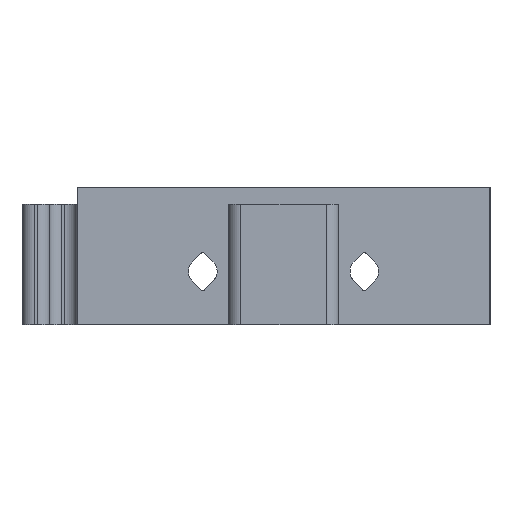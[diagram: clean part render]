
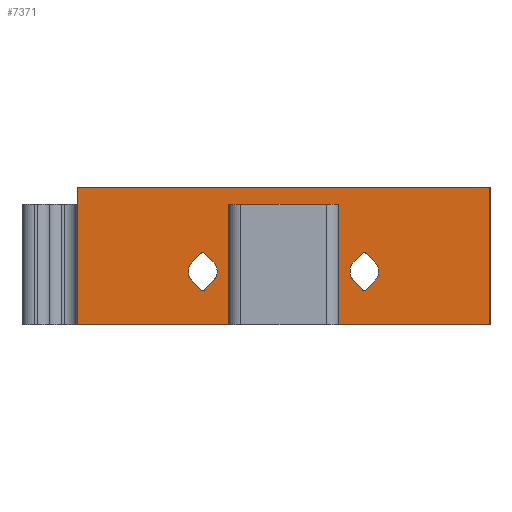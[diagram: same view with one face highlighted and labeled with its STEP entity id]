
A CAD part, left-side view. The second image highlights one B-rep face of the part: STEP entity #7371.
In plain terms, the highlighted planar face has unit normal (-1, 0, 0).
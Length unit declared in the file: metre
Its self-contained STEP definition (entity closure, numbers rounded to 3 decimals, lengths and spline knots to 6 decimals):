
#389=CIRCLE('',#7914,0.002075);
#390=CIRCLE('',#7915,0.0004);
#391=CIRCLE('',#7916,0.002075);
#392=CIRCLE('',#7917,0.0004);
#393=CIRCLE('',#7918,0.002075);
#394=CIRCLE('',#7919,0.0004);
#395=CIRCLE('',#7920,0.002075);
#396=CIRCLE('',#7921,0.0004);
#1252=ORIENTED_EDGE('',*,*,#3362,.T.);
#1253=ORIENTED_EDGE('',*,*,#3080,.F.);
#1254=ORIENTED_EDGE('',*,*,#3363,.T.);
#1255=ORIENTED_EDGE('',*,*,#2881,.T.);
#1256=ORIENTED_EDGE('',*,*,#3364,.T.);
#1257=ORIENTED_EDGE('',*,*,#3096,.F.);
#1258=ORIENTED_EDGE('',*,*,#3365,.F.);
#1259=ORIENTED_EDGE('',*,*,#3366,.F.);
#1260=ORIENTED_EDGE('',*,*,#3367,.F.);
#1261=ORIENTED_EDGE('',*,*,#3368,.F.);
#1262=ORIENTED_EDGE('',*,*,#3369,.F.);
#1263=ORIENTED_EDGE('',*,*,#3370,.F.);
#1264=ORIENTED_EDGE('',*,*,#3371,.T.);
#1265=ORIENTED_EDGE('',*,*,#3372,.F.);
#1266=ORIENTED_EDGE('',*,*,#3373,.T.);
#1267=ORIENTED_EDGE('',*,*,#3374,.F.);
#1268=ORIENTED_EDGE('',*,*,#3375,.F.);
#1269=ORIENTED_EDGE('',*,*,#3376,.F.);
#1270=ORIENTED_EDGE('',*,*,#3377,.F.);
#1271=ORIENTED_EDGE('',*,*,#3378,.F.);
#1272=ORIENTED_EDGE('',*,*,#3379,.T.);
#1273=ORIENTED_EDGE('',*,*,#3380,.F.);
#1274=ORIENTED_EDGE('',*,*,#3381,.T.);
#1275=ORIENTED_EDGE('',*,*,#3382,.F.);
#2881=EDGE_CURVE('',#3990,#3989,#4741,.F.);
#3080=EDGE_CURVE('',#4164,#4165,#4890,.F.);
#3096=EDGE_CURVE('',#4180,#4181,#4898,.F.);
#3362=EDGE_CURVE('',#4390,#4165,#5052,.F.);
#3363=EDGE_CURVE('',#4164,#3990,#5053,.T.);
#3364=EDGE_CURVE('',#3989,#4181,#5054,.T.);
#3365=EDGE_CURVE('',#4391,#4180,#5055,.T.);
#3366=EDGE_CURVE('',#4390,#4391,#5056,.F.);
#3367=EDGE_CURVE('',#4392,#4393,#5057,.T.);
#3368=EDGE_CURVE('',#4394,#4392,#389,.T.);
#3369=EDGE_CURVE('',#4395,#4394,#5058,.T.);
#3370=EDGE_CURVE('',#4396,#4395,#390,.T.);
#3371=EDGE_CURVE('',#4396,#4397,#5059,.T.);
#3372=EDGE_CURVE('',#4398,#4397,#391,.T.);
#3373=EDGE_CURVE('',#4398,#4399,#5060,.T.);
#3374=EDGE_CURVE('',#4393,#4399,#392,.T.);
#3375=EDGE_CURVE('',#4400,#4401,#5061,.T.);
#3376=EDGE_CURVE('',#4402,#4400,#393,.T.);
#3377=EDGE_CURVE('',#4403,#4402,#5062,.T.);
#3378=EDGE_CURVE('',#4404,#4403,#394,.T.);
#3379=EDGE_CURVE('',#4404,#4405,#5063,.T.);
#3380=EDGE_CURVE('',#4406,#4405,#395,.T.);
#3381=EDGE_CURVE('',#4406,#4407,#5064,.T.);
#3382=EDGE_CURVE('',#4401,#4407,#396,.T.);
#3989=VERTEX_POINT('',#10301);
#3990=VERTEX_POINT('',#10303);
#4164=VERTEX_POINT('',#10758);
#4165=VERTEX_POINT('',#10760);
#4180=VERTEX_POINT('',#10790);
#4181=VERTEX_POINT('',#10792);
#4390=VERTEX_POINT('',#11380);
#4391=VERTEX_POINT('',#11384);
#4392=VERTEX_POINT('',#11387);
#4393=VERTEX_POINT('',#11388);
#4394=VERTEX_POINT('',#11390);
#4395=VERTEX_POINT('',#11392);
#4396=VERTEX_POINT('',#11394);
#4397=VERTEX_POINT('',#11396);
#4398=VERTEX_POINT('',#11398);
#4399=VERTEX_POINT('',#11400);
#4400=VERTEX_POINT('',#11403);
#4401=VERTEX_POINT('',#11404);
#4402=VERTEX_POINT('',#11406);
#4403=VERTEX_POINT('',#11408);
#4404=VERTEX_POINT('',#11410);
#4405=VERTEX_POINT('',#11412);
#4406=VERTEX_POINT('',#11414);
#4407=VERTEX_POINT('',#11416);
#4741=LINE('',#10302,#5509);
#4890=LINE('',#10759,#5658);
#4898=LINE('',#10791,#5666);
#5052=LINE('',#11379,#5820);
#5053=LINE('',#11381,#5821);
#5054=LINE('',#11382,#5822);
#5055=LINE('',#11383,#5823);
#5056=LINE('',#11385,#5824);
#5057=LINE('',#11386,#5825);
#5058=LINE('',#11391,#5826);
#5059=LINE('',#11395,#5827);
#5060=LINE('',#11399,#5828);
#5061=LINE('',#11402,#5829);
#5062=LINE('',#11407,#5830);
#5063=LINE('',#11411,#5831);
#5064=LINE('',#11415,#5832);
#5509=VECTOR('',#8340,1.);
#5658=VECTOR('',#8617,1.);
#5666=VECTOR('',#8641,1.);
#5820=VECTOR('',#9045,1.);
#5821=VECTOR('',#9046,1.);
#5822=VECTOR('',#9047,1.);
#5823=VECTOR('',#9048,1.);
#5824=VECTOR('',#9049,1.);
#5825=VECTOR('',#9050,1.);
#5826=VECTOR('',#9053,1.);
#5827=VECTOR('',#9056,1.);
#5828=VECTOR('',#9059,1.);
#5829=VECTOR('',#9062,1.);
#5830=VECTOR('',#9065,1.);
#5831=VECTOR('',#9068,1.);
#5832=VECTOR('',#9071,1.);
#6328=EDGE_LOOP('',(#1252,#1253,#1254,#1255,#1256,#1257,#1258,#1259));
#6329=EDGE_LOOP('',(#1260,#1261,#1262,#1263,#1264,#1265,#1266,#1267));
#6330=EDGE_LOOP('',(#1268,#1269,#1270,#1271,#1272,#1273,#1274,#1275));
#6742=FACE_BOUND('',#6328,.T.);
#6743=FACE_BOUND('',#6329,.T.);
#6744=FACE_BOUND('',#6330,.T.);
#7104=PLANE('',#7913);
#7371=ADVANCED_FACE('',(#6742,#6743,#6744),#7104,.T.);
#7913=AXIS2_PLACEMENT_3D('',#11378,#9043,#9044);
#7914=AXIS2_PLACEMENT_3D('',#11389,#9051,#9052);
#7915=AXIS2_PLACEMENT_3D('',#11393,#9054,#9055);
#7916=AXIS2_PLACEMENT_3D('',#11397,#9057,#9058);
#7917=AXIS2_PLACEMENT_3D('',#11401,#9060,#9061);
#7918=AXIS2_PLACEMENT_3D('',#11405,#9063,#9064);
#7919=AXIS2_PLACEMENT_3D('',#11409,#9066,#9067);
#7920=AXIS2_PLACEMENT_3D('',#11413,#9069,#9070);
#7921=AXIS2_PLACEMENT_3D('',#11417,#9072,#9073);
#8340=DIRECTION('',(0.,-1.,0.));
#8617=DIRECTION('',(0.,-1.,0.));
#8641=DIRECTION('',(0.,-1.,0.));
#9043=DIRECTION('',(-1.,0.,0.));
#9044=DIRECTION('',(0.,-1.,0.));
#9045=DIRECTION('',(0.,0.,1.));
#9046=DIRECTION('',(0.,0.,1.));
#9047=DIRECTION('',(0.,0.,-1.));
#9048=DIRECTION('',(0.,0.,-1.));
#9049=DIRECTION('',(0.,-1.,0.));
#9050=DIRECTION('',(0.,-0.707,-0.707));
#9051=DIRECTION('',(-1.,0.,0.));
#9052=DIRECTION('',(0.,-1.,0.));
#9053=DIRECTION('',(0.,0.707,-0.707));
#9054=DIRECTION('',(-1.,0.,0.));
#9055=DIRECTION('',(0.,-1.,0.));
#9056=DIRECTION('',(0.,-0.707,-0.707));
#9057=DIRECTION('',(-1.,0.,0.));
#9058=DIRECTION('',(0.,-1.,0.));
#9059=DIRECTION('',(0.,0.707,-0.707));
#9060=DIRECTION('',(-1.,0.,0.));
#9061=DIRECTION('',(0.,-1.,0.));
#9062=DIRECTION('',(0.,-0.707,-0.707));
#9063=DIRECTION('',(-1.,0.,0.));
#9064=DIRECTION('',(0.,-1.,0.));
#9065=DIRECTION('',(0.,0.707,-0.707));
#9066=DIRECTION('',(-1.,0.,0.));
#9067=DIRECTION('',(0.,-1.,0.));
#9068=DIRECTION('',(0.,-0.707,-0.707));
#9069=DIRECTION('',(-1.,0.,0.));
#9070=DIRECTION('',(0.,-1.,0.));
#9071=DIRECTION('',(0.,0.707,-0.707));
#9072=DIRECTION('',(-1.,0.,0.));
#9073=DIRECTION('',(0.,-1.,0.));
#10301=CARTESIAN_POINT('',(1.410025,0.57,0.38));
#10302=CARTESIAN_POINT('',(1.410025,0.762111,0.38));
#10303=CARTESIAN_POINT('',(1.410025,0.51,0.38));
#10758=CARTESIAN_POINT('',(1.410025,0.51,0.36));
#10759=CARTESIAN_POINT('',(1.410025,0.462111,0.36));
#10760=CARTESIAN_POINT('',(1.410025,0.534222,0.36));
#10790=CARTESIAN_POINT('',(1.410025,0.545778,0.36));
#10791=CARTESIAN_POINT('',(1.410025,0.582111,0.36));
#10792=CARTESIAN_POINT('',(1.410025,0.57,0.36));
#11378=CARTESIAN_POINT('',(1.410025,0.762111,0.38));
#11379=CARTESIAN_POINT('',(1.410025,0.534222,0.38));
#11380=CARTESIAN_POINT('',(1.410025,0.534222,0.3775));
#11381=CARTESIAN_POINT('',(1.410025,0.51,0.38));
#11382=CARTESIAN_POINT('',(1.410025,0.57,0.38));
#11383=CARTESIAN_POINT('',(1.410025,0.545778,0.38));
#11384=CARTESIAN_POINT('',(1.410025,0.545778,0.3775));
#11385=CARTESIAN_POINT('',(1.410025,0.462111,0.3775));
#11386=CARTESIAN_POINT('',(1.410025,0.652789,0.489322));
#11387=CARTESIAN_POINT('',(1.410025,0.529734,0.366266));
#11388=CARTESIAN_POINT('',(1.410025,0.528549,0.365082));
#11389=CARTESIAN_POINT('',(1.410025,0.528267,0.367733));
#11390=CARTESIAN_POINT('',(1.410025,0.529734,0.369201));
#11391=CARTESIAN_POINT('',(1.410025,0.640523,0.258412));
#11392=CARTESIAN_POINT('',(1.410025,0.528549,0.370385));
#11393=CARTESIAN_POINT('',(1.410025,0.528267,0.370102));
#11394=CARTESIAN_POINT('',(1.410025,0.527984,0.370385));
#11395=CARTESIAN_POINT('',(1.410025,0.649855,0.492256));
#11396=CARTESIAN_POINT('',(1.410025,0.526799,0.369201));
#11397=CARTESIAN_POINT('',(1.410025,0.528267,0.367733));
#11398=CARTESIAN_POINT('',(1.410025,0.526799,0.366266));
#11399=CARTESIAN_POINT('',(1.410025,0.637588,0.255477));
#11400=CARTESIAN_POINT('',(1.410025,0.527984,0.365082));
#11401=CARTESIAN_POINT('',(1.410025,0.528267,0.365365));
#11402=CARTESIAN_POINT('',(1.410025,0.664523,0.477588));
#11403=CARTESIAN_POINT('',(1.410025,0.553201,0.366266));
#11404=CARTESIAN_POINT('',(1.410025,0.552016,0.365082));
#11405=CARTESIAN_POINT('',(1.410025,0.551733,0.367733));
#11406=CARTESIAN_POINT('',(1.410025,0.553201,0.369201));
#11407=CARTESIAN_POINT('',(1.410025,0.652256,0.270145));
#11408=CARTESIAN_POINT('',(1.410025,0.552016,0.370385));
#11409=CARTESIAN_POINT('',(1.410025,0.551733,0.370102));
#11410=CARTESIAN_POINT('',(1.410025,0.551451,0.370385));
#11411=CARTESIAN_POINT('',(1.410025,0.661588,0.480523));
#11412=CARTESIAN_POINT('',(1.410025,0.550266,0.369201));
#11413=CARTESIAN_POINT('',(1.410025,0.551733,0.367733));
#11414=CARTESIAN_POINT('',(1.410025,0.550266,0.366266));
#11415=CARTESIAN_POINT('',(1.410025,0.649322,0.267211));
#11416=CARTESIAN_POINT('',(1.410025,0.551451,0.365082));
#11417=CARTESIAN_POINT('',(1.410025,0.551733,0.365365));
